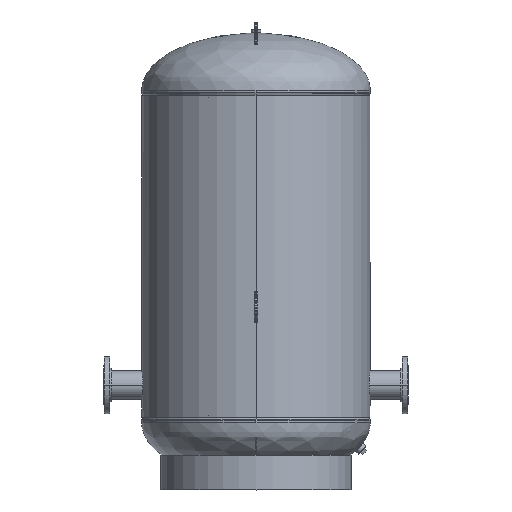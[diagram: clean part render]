
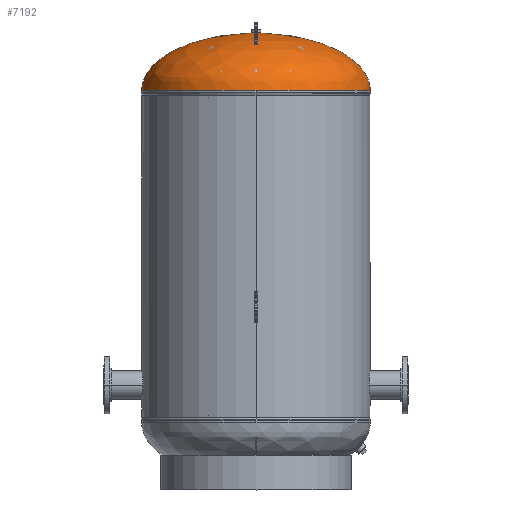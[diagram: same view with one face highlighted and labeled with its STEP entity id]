
A CAD part, top view. The second image highlights one B-rep face of the part: STEP entity #7192.
In plain terms, the highlighted free-form (B-spline) face has degree [3, 3] with [4, 4] control points.
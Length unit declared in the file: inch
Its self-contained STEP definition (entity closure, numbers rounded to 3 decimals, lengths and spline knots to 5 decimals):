
#294 = CARTESIAN_POINT ( 'NONE',  ( -10.87488, 9.72472, 21.74977 ) ) ;
#386 = AXIS2_PLACEMENT_3D ( 'NONE', #8248, #4316, #4243 ) ;
#790 = CARTESIAN_POINT ( 'NONE',  ( 18., 0.822, 0. ) ) ;
#1020 = CARTESIAN_POINT ( 'NONE',  ( -10.87488, 9.72472, 0. ) ) ;
#1564 = CARTESIAN_POINT ( 'NONE',  ( 18., 6.00017, 0. ) ) ;
#1597 = EDGE_CURVE ( 'NONE', #7588, #6707, #4603, .T. ) ;
#1924 = CARTESIAN_POINT ( 'NONE',  ( -0.625, 9.90452, 0. ) ) ;
#1951 = CARTESIAN_POINT ( 'NONE',  ( 0.625, 9.90452, 0. ) ) ;
#1993 = CARTESIAN_POINT ( 'NONE',  ( 0., 9.90452, 0. ) ) ;
#2103 = ORIENTED_EDGE ( 'NONE', *, *, #5696, .F. ) ;
#2823 = DIRECTION ( 'NONE',  ( 0., 1., 0. ) ) ;
#2987 =( BOUNDED_CURVE ( )  B_SPLINE_CURVE ( 3, ( #10242, #3474, #1564, #790 ),
 .UNSPECIFIED., .F., .F. ) 
 B_SPLINE_CURVE_WITH_KNOTS ( ( 4, 4 ),
 ( 4.74712, 6.28319 ),
 .UNSPECIFIED. ) 
 CURVE ( )  GEOMETRIC_REPRESENTATION_ITEM ( )  RATIONAL_B_SPLINE_CURVE ( ( 1., 0.813, 0.813, 1. ) ) 
 REPRESENTATION_ITEM ( '' )  );
#3186 = VERTEX_POINT ( 'NONE', #5306 ) ;
#3218 = CARTESIAN_POINT ( 'NONE',  ( -18., 0.822, 36. ) ) ;
#3342 = EDGE_CURVE ( 'NONE', #3186, #10419, #7747, .T. ) ;
#3359 = CARTESIAN_POINT ( 'NONE',  ( 18., 0.822, 36. ) ) ;
#3474 = CARTESIAN_POINT ( 'NONE',  ( 10.87488, 9.72472, 0. ) ) ;
#3490 = CARTESIAN_POINT ( 'NONE',  ( 0., 0.822, 0. ) ) ;
#3800 = CARTESIAN_POINT ( 'NONE',  ( -18., 0.822, 0. ) ) ;
#3876 = CARTESIAN_POINT ( 'NONE',  ( -18., 0.822, 0. ) ) ;
#3894 = VERTEX_POINT ( 'NONE', #5903 ) ;
#3907 = CIRCLE ( 'NONE', #7145, 18. ) ;
#4079 = EDGE_CURVE ( 'NONE', #3894, #11068, #11524, .T. ) ;
#4179 = CARTESIAN_POINT ( 'NONE',  ( -10.87488, 9.72472, 0. ) ) ;
#4243 = DIRECTION ( 'NONE',  ( 0., 0., -1. ) ) ;
#4250 = ORIENTED_EDGE ( 'NONE', *, *, #7861, .F. ) ;
#4307 = FACE_OUTER_BOUND ( 'NONE', #6916, .T. ) ;
#4316 = DIRECTION ( 'NONE',  ( 0., -1., 0. ) ) ;
#4603 =( BOUNDED_CURVE ( )  B_SPLINE_CURVE ( 3, ( #1924, #1020, #7687, #3876 ),
 .UNSPECIFIED., .F., .F. ) 
 B_SPLINE_CURVE_WITH_KNOTS ( ( 4, 4 ),
 ( 4.74712, 6.28319 ),
 .UNSPECIFIED. ) 
 CURVE ( )  GEOMETRIC_REPRESENTATION_ITEM ( )  RATIONAL_B_SPLINE_CURVE ( ( 1., 0.813, 0.813, 1. ) ) 
 REPRESENTATION_ITEM ( '' )  );
#5184 = DIRECTION ( 'NONE',  ( 0., 0., -1. ) ) ;
#5306 = CARTESIAN_POINT ( 'NONE',  ( 0., 9.90452, 0.625 ) ) ;
#5513 = DIRECTION ( 'NONE',  ( 0., -1., 0. ) ) ;
#5696 = EDGE_CURVE ( 'NONE', #11068, #6707, #3907, .T. ) ;
#5903 = CARTESIAN_POINT ( 'NONE',  ( 18., 0.822, 0. ) ) ;
#6707 = VERTEX_POINT ( 'NONE', #3800 ) ;
#6800 =( BOUNDED_SURFACE ( )  B_SPLINE_SURFACE ( 3, 3, ( 
 ( #11847, #7026, #7216, #8983 ),
 ( #9167, #7157, #294, #4179 ),
 ( #8112, #8187, #12033, #8238 ),
 ( #11900, #3359, #3218, #11073 ) ),
 .UNSPECIFIED., .F., .F., .F. ) 
 B_SPLINE_SURFACE_WITH_KNOTS ( ( 4, 4 ),
 ( 4, 4 ),
 ( 0., 1. ),
 ( 0., 1. ),
 .UNSPECIFIED. ) 
 GEOMETRIC_REPRESENTATION_ITEM ( )  RATIONAL_B_SPLINE_SURFACE ( (
 ( 1., 0.333, 0.333, 1.),
 ( 0.813, 0.271, 0.271, 0.813),
 ( 0.813, 0.271, 0.271, 0.813),
 ( 1., 0.333, 0.333, 1.) ) ) 
 REPRESENTATION_ITEM ( '' )  SURFACE ( )  );
#6916 = EDGE_LOOP ( 'NONE', ( #8035, #10472, #2103, #9197, #4250, #7369 ) ) ;
#7026 = CARTESIAN_POINT ( 'NONE',  ( 0.625, 9.90452, 1.25 ) ) ;
#7145 = AXIS2_PLACEMENT_3D ( 'NONE', #3490, #5513, #9471 ) ;
#7157 = CARTESIAN_POINT ( 'NONE',  ( 10.87488, 9.72472, 21.74977 ) ) ;
#7192 = ADVANCED_FACE ( 'NONE', ( #4307 ), #6800, .F. ) ;
#7216 = CARTESIAN_POINT ( 'NONE',  ( -0.625, 9.90452, 1.25 ) ) ;
#7250 = EDGE_CURVE ( 'NONE', #7588, #3186, #11550, .T. ) ;
#7369 = ORIENTED_EDGE ( 'NONE', *, *, #3342, .F. ) ;
#7588 = VERTEX_POINT ( 'NONE', #10865 ) ;
#7652 = DIRECTION ( 'NONE',  ( 0., 0., -1. ) ) ;
#7687 = CARTESIAN_POINT ( 'NONE',  ( -18., 6.00017, 0. ) ) ;
#7747 = CIRCLE ( 'NONE', #10564, 0.625 ) ;
#7861 = EDGE_CURVE ( 'NONE', #10419, #3894, #2987, .T. ) ;
#8035 = ORIENTED_EDGE ( 'NONE', *, *, #7250, .F. ) ;
#8112 = CARTESIAN_POINT ( 'NONE',  ( 18., 6.00017, 0. ) ) ;
#8187 = CARTESIAN_POINT ( 'NONE',  ( 18., 6.00017, 36. ) ) ;
#8238 = CARTESIAN_POINT ( 'NONE',  ( -18., 6.00017, 0. ) ) ;
#8248 = CARTESIAN_POINT ( 'NONE',  ( 0., 0.822, 0. ) ) ;
#8983 = CARTESIAN_POINT ( 'NONE',  ( -0.625, 9.90452, 0. ) ) ;
#9167 = CARTESIAN_POINT ( 'NONE',  ( 10.87488, 9.72472, 0. ) ) ;
#9197 = ORIENTED_EDGE ( 'NONE', *, *, #4079, .F. ) ;
#9471 = DIRECTION ( 'NONE',  ( 0., 0., -1. ) ) ;
#10242 = CARTESIAN_POINT ( 'NONE',  ( 0.625, 9.90452, 0. ) ) ;
#10419 = VERTEX_POINT ( 'NONE', #1951 ) ;
#10472 = ORIENTED_EDGE ( 'NONE', *, *, #1597, .T. ) ;
#10564 = AXIS2_PLACEMENT_3D ( 'NONE', #1993, #2823, #7652 ) ;
#10865 = CARTESIAN_POINT ( 'NONE',  ( -0.625, 9.90452, 0. ) ) ;
#11068 = VERTEX_POINT ( 'NONE', #12215 ) ;
#11073 = CARTESIAN_POINT ( 'NONE',  ( -18., 0.822, 0. ) ) ;
#11132 = AXIS2_PLACEMENT_3D ( 'NONE', #11976, #12091, #5184 ) ;
#11524 = CIRCLE ( 'NONE', #386, 18. ) ;
#11550 = CIRCLE ( 'NONE', #11132, 0.625 ) ;
#11847 = CARTESIAN_POINT ( 'NONE',  ( 0.625, 9.90452, 0. ) ) ;
#11900 = CARTESIAN_POINT ( 'NONE',  ( 18., 0.822, 0. ) ) ;
#11976 = CARTESIAN_POINT ( 'NONE',  ( 0., 9.90452, 0. ) ) ;
#12033 = CARTESIAN_POINT ( 'NONE',  ( -18., 6.00017, 36. ) ) ;
#12091 = DIRECTION ( 'NONE',  ( 0., 1., 0. ) ) ;
#12215 = CARTESIAN_POINT ( 'NONE',  ( 0., 0.822, 18. ) ) ;
